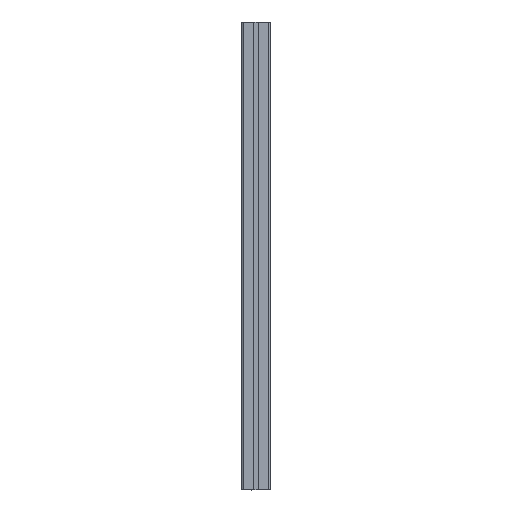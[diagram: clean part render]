
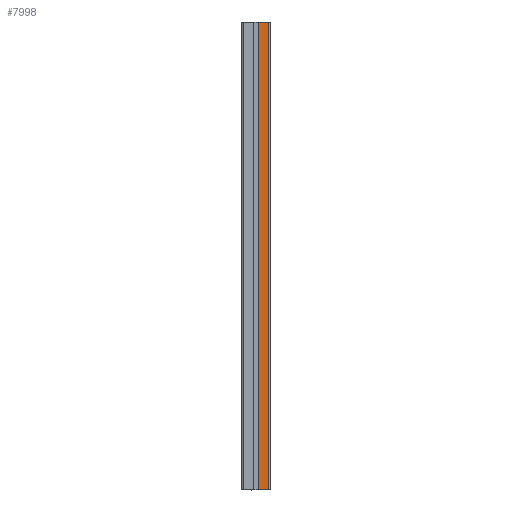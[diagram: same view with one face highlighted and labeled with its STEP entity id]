
A CAD part, front view. The second image highlights one B-rep face of the part: STEP entity #7998.
In plain terms, the highlighted planar face has unit normal (0, -1, 0).
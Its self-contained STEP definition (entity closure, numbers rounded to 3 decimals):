
#3931=ORIENTED_EDGE('',*,*,#5605,.T.);
#3932=ORIENTED_EDGE('',*,*,#5606,.F.);
#3933=ORIENTED_EDGE('',*,*,#5602,.F.);
#3934=ORIENTED_EDGE('',*,*,#5607,.T.);
#4680=VECTOR('',#6296,1.);
#4683=VECTOR('',#6301,1.);
#4684=VECTOR('',#6302,1.);
#4685=VECTOR('',#6303,1.);
#5014=LINE('',#6995,#4680);
#5017=LINE('',#7001,#4683);
#5018=LINE('',#7002,#4684);
#5019=LINE('',#7003,#4685);
#5341=VERTEX_POINT('',#6993);
#5342=VERTEX_POINT('',#6994);
#5343=VERTEX_POINT('',#6999);
#5344=VERTEX_POINT('',#7000);
#5602=EDGE_CURVE('',#5341,#5342,#5014,.T.);
#5605=EDGE_CURVE('',#5343,#5344,#5017,.T.);
#5606=EDGE_CURVE('',#5342,#5344,#5018,.T.);
#5607=EDGE_CURVE('',#5341,#5343,#5019,.T.);
#5966=EDGE_LOOP('',(#3931,#3932,#3933,#3934));
#6114=FACE_BOUND('',#5966,.T.);
#6296=DIRECTION('',(-1000.,0.,0.));
#6299=DIRECTION('',(0.,-1.,0.));
#6300=DIRECTION('',(-1.,0.,0.));
#6301=DIRECTION('',(-1000.,0.,0.));
#6302=DIRECTION('',(0.,0.,21.9));
#6303=DIRECTION('',(0.,0.,21.9));
#6993=CARTESIAN_POINT('',(1000.,-30.,5.1));
#6994=CARTESIAN_POINT('',(0.,-30.,5.1));
#6995=CARTESIAN_POINT('',(1000.,-30.,5.1));
#6998=CARTESIAN_POINT('',(1000.,-30.,27.));
#6999=CARTESIAN_POINT('',(1000.,-30.,27.));
#7000=CARTESIAN_POINT('',(0.,-30.,27.));
#7001=CARTESIAN_POINT('',(1000.,-30.,27.));
#7002=CARTESIAN_POINT('',(0.,-30.,5.1));
#7003=CARTESIAN_POINT('',(1000.,-30.,5.1));
#7715=AXIS2_PLACEMENT_3D('',#6998,#6299,#6300);
#7892=PLANE('',#7715);
#7998=ADVANCED_FACE('',(#6114),#7892,.T.);
